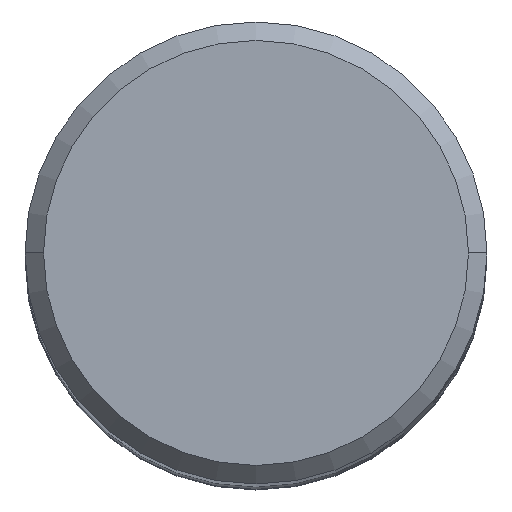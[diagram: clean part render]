
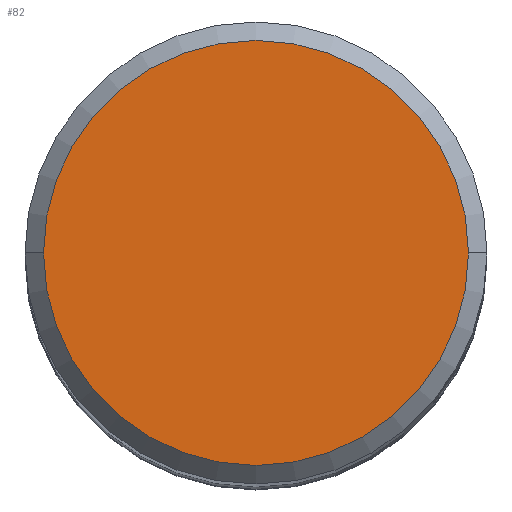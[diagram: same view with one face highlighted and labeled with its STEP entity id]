
A CAD part, top view. The second image highlights one B-rep face of the part: STEP entity #82.
In plain terms, the highlighted planar face has unit normal (0, 0, 1).
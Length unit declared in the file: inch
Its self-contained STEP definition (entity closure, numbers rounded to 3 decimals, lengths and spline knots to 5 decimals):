
#37 = CARTESIAN_POINT ( 'NONE',  ( 0., 0.23, 0. ) ) ;
#62 = CIRCLE ( 'NONE', #167, 0.23 ) ;
#80 = DIRECTION ( 'NONE',  ( 0., 0., 1. ) ) ;
#82 = ADVANCED_FACE ( 'NONE', ( #479 ), #557, .F. ) ;
#89 = CARTESIAN_POINT ( 'NONE',  ( 0.23, 0., 0. ) ) ;
#118 = VERTEX_POINT ( 'NONE', #89 ) ;
#140 = DIRECTION ( 'NONE',  ( 1., 0., 0. ) ) ;
#150 = DIRECTION ( 'NONE',  ( -1., 0., 0. ) ) ;
#167 = AXIS2_PLACEMENT_3D ( 'NONE', #344, #80, #140 ) ;
#169 = EDGE_CURVE ( 'NONE', #546, #118, #62, .T. ) ;
#269 = DIRECTION ( 'NONE',  ( 1., 0., 0. ) ) ;
#344 = CARTESIAN_POINT ( 'NONE',  ( 0., 0., 0. ) ) ;
#350 = AXIS2_PLACEMENT_3D ( 'NONE', #755, #804, #269 ) ;
#425 = EDGE_CURVE ( 'NONE', #118, #546, #714, .T. ) ;
#479 = FACE_OUTER_BOUND ( 'NONE', #514, .T. ) ;
#514 = EDGE_LOOP ( 'NONE', ( #574, #659 ) ) ;
#546 = VERTEX_POINT ( 'NONE', #551 ) ;
#551 = CARTESIAN_POINT ( 'NONE',  ( -0.23, 0., 0. ) ) ;
#557 = PLANE ( 'NONE',  #830 ) ;
#574 = ORIENTED_EDGE ( 'NONE', *, *, #169, .T. ) ;
#659 = ORIENTED_EDGE ( 'NONE', *, *, #425, .T. ) ;
#714 = CIRCLE ( 'NONE', #350, 0.23 ) ;
#755 = CARTESIAN_POINT ( 'NONE',  ( 0., 0., 0. ) ) ;
#804 = DIRECTION ( 'NONE',  ( 0., 0., 1. ) ) ;
#814 = DIRECTION ( 'NONE',  ( 0., 0., -1. ) ) ;
#830 = AXIS2_PLACEMENT_3D ( 'NONE', #37, #814, #150 ) ;
